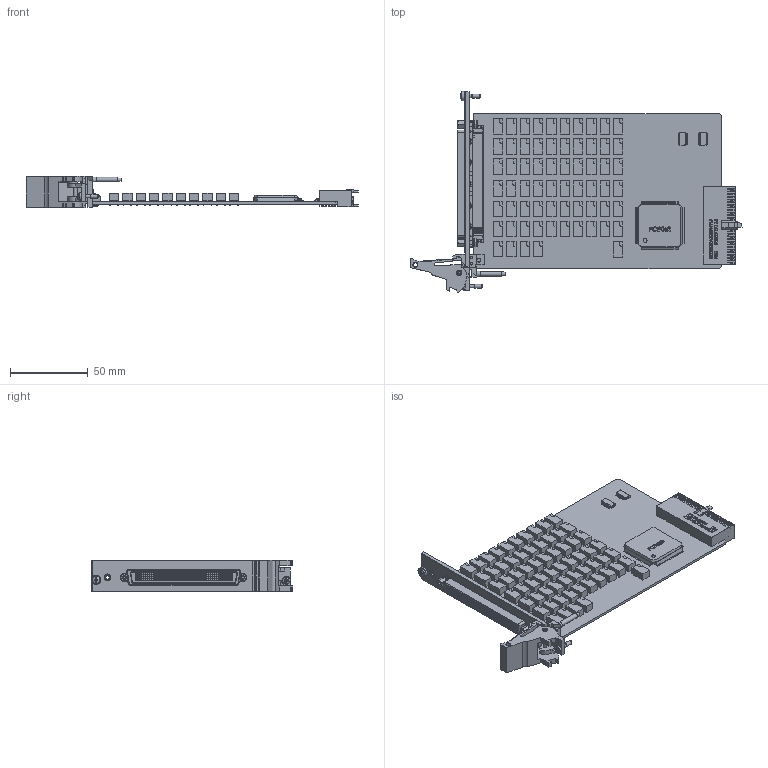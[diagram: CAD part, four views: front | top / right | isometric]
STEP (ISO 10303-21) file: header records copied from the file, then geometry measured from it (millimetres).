
FILE_DESCRIPTION (( 'STEP AP214' ), '1' );
FILE_NAME ('40-148-201 PXI 64 x SPDT E-MECH Module.STEP', '2013-08-21T14:48:31', ( 'admin' ), ( '' ), 'SwSTEP 2.0', 'SolidWorks 2012', '' );
FILE_SCHEMA (( 'AUTOMOTIVE_DESIGN' ));
Length unit declared in the file: millimetre
Products named in the file (1): 40-148-201 PXI 64 x SPDT E-MECH Module
Bounding box: 214.01 x 129.67 x 20 mm (x, y, z)
Surface area: 77740.9 mm2 (no closed solid volume)
Topology: 0 solids, 885 shells, 4090 faces, 15733 edges, 11640 vertices
Faces by surface type: plane 2927, cylinder 1106, cone 26, bspline 21, torus 5, sphere 5
Full cylindrical faces by diameter (mm): 0.4 x520, 0.584 x168, 0.6 x110, 0.75 x9, 1.496 x2, 2 x7, 2.05 x2, 2.261 x1, 2.497 x1, 2.5 x8, 2.6 x1, 2.8 x1, 3 x3, 3.17 x1, 4.4 x1, 5 x5, 5.2 x2, 5.3 x1, 6 x1
Entity records: 210070 total; most frequent: CARTESIAN_POINT 38631, DIRECTION 25035, ORIENTED_EDGE 20927, EDGE_CURVE 14741, VERTEX_POINT 11518, VECTOR 11439, LINE 11439, AXIS2_PLACEMENT_3D 6798
